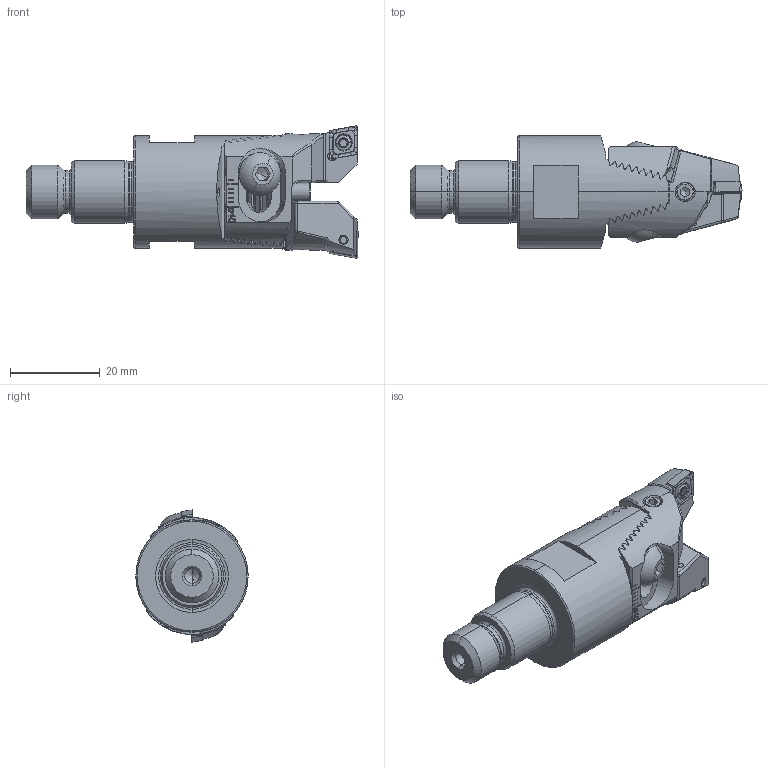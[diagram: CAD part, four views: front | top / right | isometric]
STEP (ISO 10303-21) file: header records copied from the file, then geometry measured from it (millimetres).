
FILE_DESCRIPTION (( 'STEP AP203' ), '1' );
FILE_NAME ('140.250.000C.STEP', '2020-11-10T06:37:23', ( '' ), ( '' ), 'SwSTEP 2.0', 'SolidWorks 2017', '' );
FILE_SCHEMA (( 'CONFIG_CONTROL_DESIGN' ));
Length unit declared in the file: millimetre
Products named in the file (12): Z25-ER3.001.010_A; ZC2-xxx.001.016_A; 140.250.000C; WCA-ER2.001.006_B; WCA-ER2.001.006_A; CA2-Z25.K23.050_A; CCMT060204; Z25-ER1.001.012; Z25-ER1.003.012_A_gespannt; Z25-WCA.B11.016; Z25-ER1.002.012_A; Z20-ER2.001.013_A
Assembly tree (16 placements, depth 3):
  140.250.000C
    CA2-Z25.K23.050_A
    Z25-ER1.001.012  x2
      Z25-ER1.002.012_A
      Z25-ER1.003.012_A_gespannt
    Z20-ER2.001.013_A
    Z25-WCA.B11.016
      ZC2-xxx.001.016_A  x2
      WCA-ER2.001.006_A
      Z25-ER3.001.010_A  x2
      CCMT060204  x2
      WCA-ER2.001.006_B  x2
Bounding box: 73.96 x 25 x 29.5 mm (x, y, z)
Volume: 21088.5 mm3; surface area: 11568.1 mm2
Topology: 15 solids, 15 shells, 1010 faces, 2649 edges, 1662 vertices
Faces by surface type: plane 481, cylinder 253, cone 124, bspline 92, torus 38, sphere 22
Entity records: 24604 total; most frequent: CARTESIAN_POINT 8406, ORIENTED_EDGE 3422, DIRECTION 2749, EDGE_CURVE 1711, VERTEX_POINT 1086, AXIS2_PLACEMENT_3D 999, LINE 751, VECTOR 751
